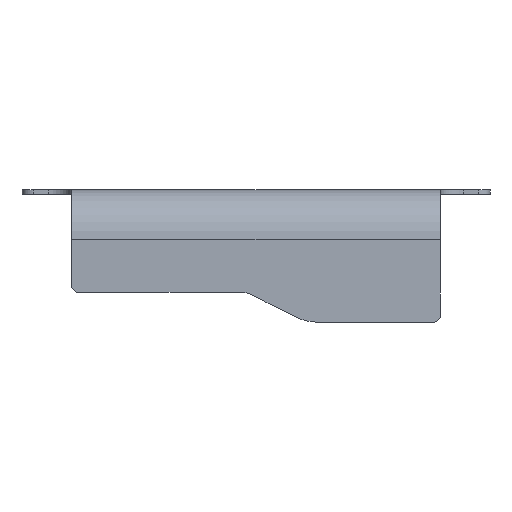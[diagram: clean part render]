
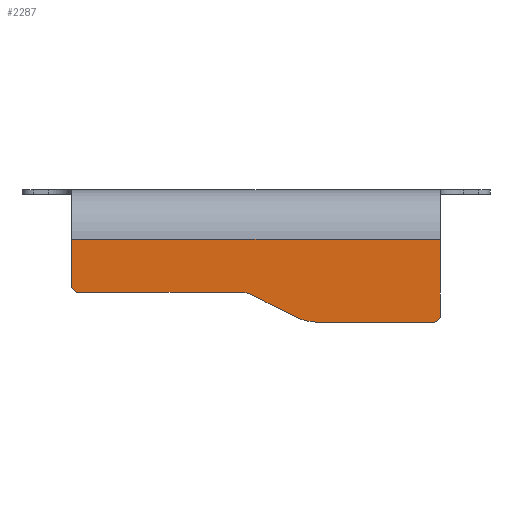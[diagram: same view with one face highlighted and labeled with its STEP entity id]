
A CAD part, front view. The second image highlights one B-rep face of the part: STEP entity #2287.
In plain terms, the highlighted planar face has unit normal (0, -1, 0).
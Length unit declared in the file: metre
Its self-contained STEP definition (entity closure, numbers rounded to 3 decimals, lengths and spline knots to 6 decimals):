
#86=CIRCLE('',#2434,0.003);
#88=CIRCLE('',#2438,0.01);
#101=CIRCLE('',#2460,0.02);
#105=CIRCLE('',#2469,0.003);
#403=ORIENTED_EDGE('',*,*,#988,.T.);
#404=ORIENTED_EDGE('',*,*,#994,.T.);
#405=ORIENTED_EDGE('',*,*,#995,.T.);
#406=ORIENTED_EDGE('',*,*,#996,.F.);
#407=ORIENTED_EDGE('',*,*,#984,.F.);
#408=ORIENTED_EDGE('',*,*,#958,.F.);
#409=ORIENTED_EDGE('',*,*,#944,.T.);
#410=ORIENTED_EDGE('',*,*,#948,.T.);
#411=ORIENTED_EDGE('',*,*,#951,.T.);
#412=ORIENTED_EDGE('',*,*,#956,.T.);
#413=ORIENTED_EDGE('',*,*,#983,.T.);
#944=EDGE_CURVE('',#1259,#1260,#86,.T.);
#948=EDGE_CURVE('',#1260,#1263,#1457,.T.);
#951=EDGE_CURVE('',#1263,#1265,#88,.T.);
#956=EDGE_CURVE('',#1265,#1268,#1463,.T.);
#958=EDGE_CURVE('',#1259,#1270,#1465,.T.);
#983=EDGE_CURVE('',#1268,#1286,#101,.T.);
#984=EDGE_CURVE('',#1270,#1287,#1479,.T.);
#988=EDGE_CURVE('',#1286,#1289,#1482,.T.);
#994=EDGE_CURVE('',#1289,#1293,#105,.T.);
#995=EDGE_CURVE('',#1293,#1294,#1486,.T.);
#996=EDGE_CURVE('',#1287,#1294,#1487,.T.);
#1259=VERTEX_POINT('',#3556);
#1260=VERTEX_POINT('',#3557);
#1263=VERTEX_POINT('',#3565);
#1265=VERTEX_POINT('',#3571);
#1268=VERTEX_POINT('',#3579);
#1270=VERTEX_POINT('',#3585);
#1286=VERTEX_POINT('',#3632);
#1287=VERTEX_POINT('',#3636);
#1289=VERTEX_POINT('',#3642);
#1293=VERTEX_POINT('',#3656);
#1294=VERTEX_POINT('',#3658);
#1457=LINE('',#3564,#1720);
#1463=LINE('',#3580,#1726);
#1465=LINE('',#3584,#1728);
#1479=LINE('',#3635,#1742);
#1482=LINE('',#3643,#1745);
#1486=LINE('',#3657,#1749);
#1487=LINE('',#3659,#1750);
#1720=VECTOR('',#2819,1.);
#1726=VECTOR('',#2833,1.);
#1728=VECTOR('',#2837,1.);
#1742=VECTOR('',#2891,1.);
#1745=VECTOR('',#2898,1.);
#1749=VECTOR('',#2914,1.);
#1750=VECTOR('',#2915,1.);
#1908=EDGE_LOOP('',(#403,#404,#405,#406,#407,#408,#409,#410,#411,#412,#413));
#2081=FACE_BOUND('',#1908,.T.);
#2188=PLANE('',#2468);
#2287=ADVANCED_FACE('',(#2081),#2188,.T.);
#2434=AXIS2_PLACEMENT_3D('',#3555,#2811,#2812);
#2438=AXIS2_PLACEMENT_3D('',#3570,#2824,#2825);
#2460=AXIS2_PLACEMENT_3D('',#3633,#2887,#2888);
#2468=AXIS2_PLACEMENT_3D('',#3654,#2910,#2911);
#2469=AXIS2_PLACEMENT_3D('',#3655,#2912,#2913);
#2811=DIRECTION('',(0.,-1.,0.));
#2812=DIRECTION('',(0.,0.,-1.));
#2819=DIRECTION('',(1.,0.,0.));
#2824=DIRECTION('',(0.,1.,0.));
#2825=DIRECTION('',(0.,0.,1.));
#2833=DIRECTION('',(0.894,0.,-0.448));
#2837=DIRECTION('',(0.,0.,1.));
#2887=DIRECTION('',(0.,-1.,0.));
#2888=DIRECTION('',(0.,0.,-1.));
#2891=DIRECTION('',(1.,0.,0.));
#2898=DIRECTION('',(1.,0.,0.));
#2910=DIRECTION('',(0.,-1.,0.));
#2911=DIRECTION('',(-1.,0.,0.));
#2912=DIRECTION('',(0.,-1.,0.));
#2913=DIRECTION('',(1.,0.,0.));
#2914=DIRECTION('',(1.,0.,0.));
#2915=DIRECTION('',(0.,0.,-1.));
#3555=CARTESIAN_POINT('',(-0.095,-0.057,-0.0415));
#3556=CARTESIAN_POINT('',(-0.098,-0.057,-0.0415));
#3557=CARTESIAN_POINT('',(-0.095,-0.057,-0.0445));
#3564=CARTESIAN_POINT('',(0.014335,-0.057,-0.0445));
#3565=CARTESIAN_POINT('',(-0.024329,-0.057,-0.0445));
#3570=CARTESIAN_POINT('',(-0.024329,-0.057,-0.0545));
#3571=CARTESIAN_POINT('',(-0.019852,-0.057,-0.045558));
#3579=CARTESIAN_POINT('',(-0.000436,-0.057,-0.055281));
#3580=CARTESIAN_POINT('',(0.017165,-0.057,-0.064095));
#3584=CARTESIAN_POINT('',(-0.098,-0.057,-0.01075));
#3585=CARTESIAN_POINT('',(-0.098,-0.057,-0.0215));
#3632=CARTESIAN_POINT('',(0.008519,-0.057,-0.057398));
#3633=CARTESIAN_POINT('',(0.008519,-0.057,-0.037398));
#3635=CARTESIAN_POINT('',(0.098,-0.057,-0.0215));
#3636=CARTESIAN_POINT('',(0.062,-0.057,-0.0215));
#3642=CARTESIAN_POINT('',(0.059,-0.057,-0.057398));
#3643=CARTESIAN_POINT('',(0.0965,-0.057,-0.057398));
#3654=CARTESIAN_POINT('',(0.075,-0.057,-0.0215));
#3655=CARTESIAN_POINT('',(0.059,-0.057,-0.054398));
#3656=CARTESIAN_POINT('',(0.062,-0.057,-0.054398));
#3657=CARTESIAN_POINT('',(0.062,-0.057,-0.054398));
#3658=CARTESIAN_POINT('',(0.062,-0.057,-0.054398));
#3659=CARTESIAN_POINT('',(0.062,-0.057,-0.01075));
